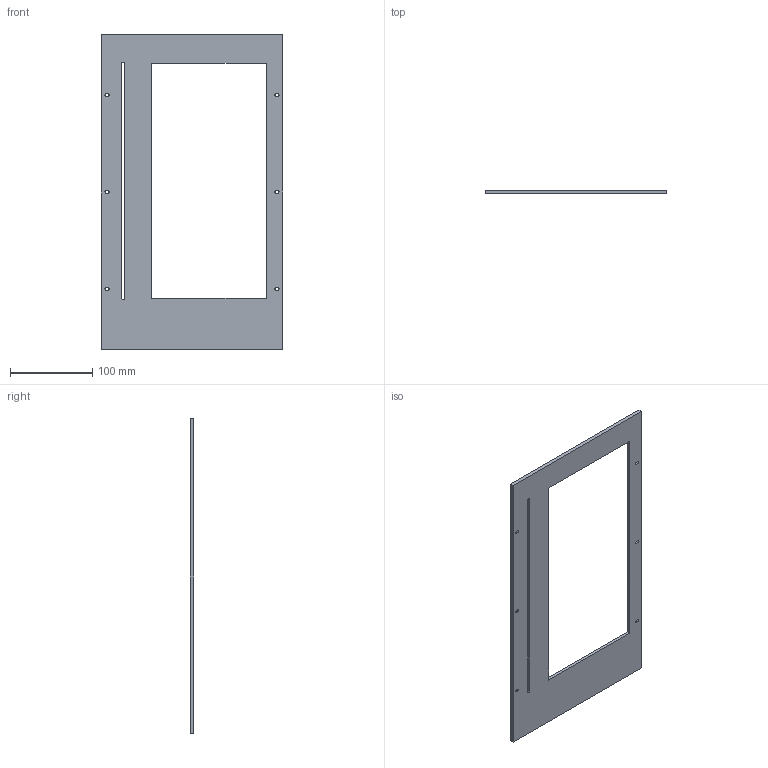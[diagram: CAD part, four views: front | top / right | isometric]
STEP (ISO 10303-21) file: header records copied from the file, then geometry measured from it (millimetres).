
FILE_DESCRIPTION (( 'STEP AP214' ), '1' );
FILE_NAME ('Acrylic_Panel_Decorative_2.STEP', '2023-06-14T08:55:38', ( '' ), ( '' ), 'SwSTEP 2.0', 'SolidWorks 2021', '' );
FILE_SCHEMA (( 'AUTOMOTIVE_DESIGN' ));
Length unit declared in the file: millimetre
Products named in the file (1): Acrylic_Panel_Decorative_2
Bounding box: 220 x 4 x 381 mm (x, y, z)
Volume: 173058.1 mm3; surface area: 97368.9 mm2
Topology: 1 solids, 1 shells, 39 faces, 111 edges, 74 vertices
Faces by surface type: plane 24, cylinder 15
Entity records: 1363 total; most frequent: CARTESIAN_POINT 225, ORIENTED_EDGE 222, DIRECTION 221, EDGE_CURVE 111, VECTOR 81, LINE 81, VERTEX_POINT 74, AXIS2_PLACEMENT_3D 70
